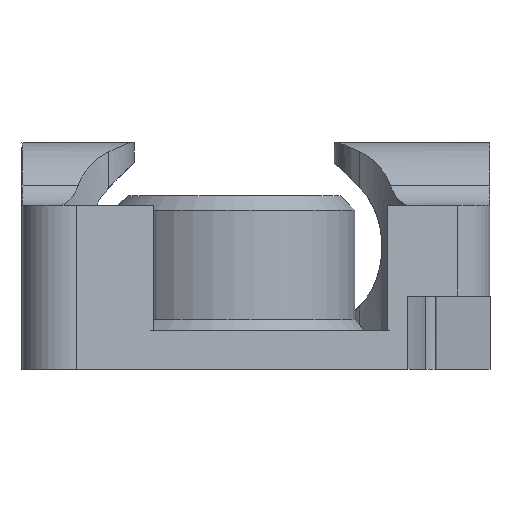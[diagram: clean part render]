
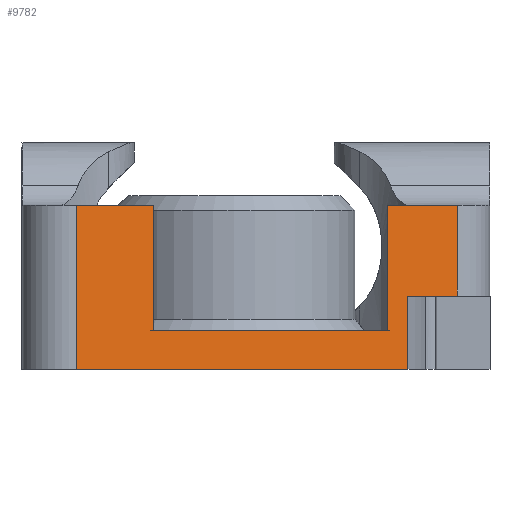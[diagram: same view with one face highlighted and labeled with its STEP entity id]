
A CAD part, left-side view. The second image highlights one B-rep face of the part: STEP entity #9782.
In plain terms, the highlighted planar face has unit normal (-0.969, -0.249, 0).
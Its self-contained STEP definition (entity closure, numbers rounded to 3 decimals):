
#1215=PLANE('',#10146);
#1742=FACE_OUTER_BOUND('',#2323,.T.);
#2323=EDGE_LOOP('',(#9183,#9184,#9185,#9186,#9187,#9188,#9189,#9190,#9191,
#9192));
#2358=LINE('',#11669,#3019);
#2360=LINE('',#11678,#3021);
#2880=LINE('',#19060,#3541);
#2931=LINE('',#19891,#3592);
#2946=LINE('',#20359,#3607);
#2956=LINE('',#20505,#3617);
#2973=LINE('',#20576,#3634);
#2978=LINE('',#20597,#3639);
#2981=LINE('',#20604,#3642);
#2985=LINE('',#20612,#3646);
#3019=VECTOR('',#10283,10.);
#3021=VECTOR('',#10293,10.);
#3541=VECTOR('',#11023,10.);
#3592=VECTOR('',#11250,10.);
#3607=VECTOR('',#11301,10.);
#3617=VECTOR('',#11383,10.);
#3634=VECTOR('',#11466,10.);
#3639=VECTOR('',#11485,10.);
#3642=VECTOR('',#11496,10.);
#3646=VECTOR('',#11508,10.);
#3831=VERTEX_POINT('',#11663);
#3833=VERTEX_POINT('',#11667);
#3836=VERTEX_POINT('',#11676);
#4593=VERTEX_POINT('',#19059);
#4688=VERTEX_POINT('',#19888);
#4689=VERTEX_POINT('',#19890);
#4724=VERTEX_POINT('',#20356);
#4725=VERTEX_POINT('',#20358);
#4758=VERTEX_POINT('',#20575);
#4759=VERTEX_POINT('',#20595);
#4823=EDGE_CURVE('',#3831,#3833,#2358,.T.);
#4828=EDGE_CURVE('',#3833,#3836,#2360,.T.);
#5963=EDGE_CURVE('',#4593,#3831,#2880,.T.);
#6101=EDGE_CURVE('',#4689,#4688,#2931,.T.);
#6152=EDGE_CURVE('',#4724,#4725,#2946,.T.);
#6193=EDGE_CURVE('',#4689,#4724,#2956,.T.);
#6223=EDGE_CURVE('',#4758,#4725,#2973,.T.);
#6231=EDGE_CURVE('',#4688,#4759,#2978,.T.);
#6234=EDGE_CURVE('',#3836,#4758,#2981,.T.);
#6238=EDGE_CURVE('',#4593,#4759,#2985,.T.);
#9183=ORIENTED_EDGE('',*,*,#4828,.T.);
#9184=ORIENTED_EDGE('',*,*,#6234,.T.);
#9185=ORIENTED_EDGE('',*,*,#6223,.T.);
#9186=ORIENTED_EDGE('',*,*,#6152,.F.);
#9187=ORIENTED_EDGE('',*,*,#6193,.F.);
#9188=ORIENTED_EDGE('',*,*,#6101,.T.);
#9189=ORIENTED_EDGE('',*,*,#6231,.T.);
#9190=ORIENTED_EDGE('',*,*,#6238,.F.);
#9191=ORIENTED_EDGE('',*,*,#5963,.T.);
#9192=ORIENTED_EDGE('',*,*,#4823,.T.);
#9782=ADVANCED_FACE('',(#1742),#1215,.T.);
#10146=AXIS2_PLACEMENT_3D('',#20611,#11506,#11507);
#10283=DIRECTION('',(0.,0.,1.));
#10293=DIRECTION('',(0.249,-0.969,0.));
#11023=DIRECTION('',(0.249,-0.969,0.));
#11250=DIRECTION('',(0.,0.,1.));
#11301=DIRECTION('',(0.,0.,1.));
#11383=DIRECTION('',(0.249,-0.969,0.));
#11466=DIRECTION('',(-0.249,0.969,0.));
#11485=DIRECTION('',(-0.249,0.969,0.));
#11496=DIRECTION('',(0.,0.,1.));
#11506=DIRECTION('center_axis',(-0.969,-0.249,0.));
#11507=DIRECTION('ref_axis',(0.249,-0.969,0.));
#11508=DIRECTION('',(0.,0.,1.));
#11663=CARTESIAN_POINT('',(-31.325,-17.995,0.));
#11667=CARTESIAN_POINT('',(-31.325,-17.995,7.6));
#11669=CARTESIAN_POINT('',(-31.325,-17.995,0.));
#11676=CARTESIAN_POINT('',(-30.008,-23.12,7.6));
#11678=CARTESIAN_POINT('',(-37.244,5.038,7.6));
#19059=CARTESIAN_POINT('',(-40.158,16.38,0.));
#19060=CARTESIAN_POINT('',(-40.158,16.38,0.));
#19888=CARTESIAN_POINT('',(-38.104,8.387,17.));
#19890=CARTESIAN_POINT('',(-38.104,8.387,4.));
#19891=CARTESIAN_POINT('',(-38.104,8.387,0.));
#20356=CARTESIAN_POINT('',(-31.88,-15.835,4.));
#20358=CARTESIAN_POINT('',(-31.88,-15.835,17.));
#20359=CARTESIAN_POINT('',(-31.88,-15.835,0.));
#20505=CARTESIAN_POINT('',(-40.158,16.38,4.));
#20575=CARTESIAN_POINT('',(-30.008,-23.12,17.));
#20576=CARTESIAN_POINT('',(-35.277,-2.618,17.));
#20595=CARTESIAN_POINT('',(-40.158,16.38,17.));
#20597=CARTESIAN_POINT('',(-35.277,-2.618,17.));
#20604=CARTESIAN_POINT('',(-30.008,-23.12,0.));
#20611=CARTESIAN_POINT('Origin',(-40.158,16.38,0.));
#20612=CARTESIAN_POINT('',(-40.158,16.38,0.));
